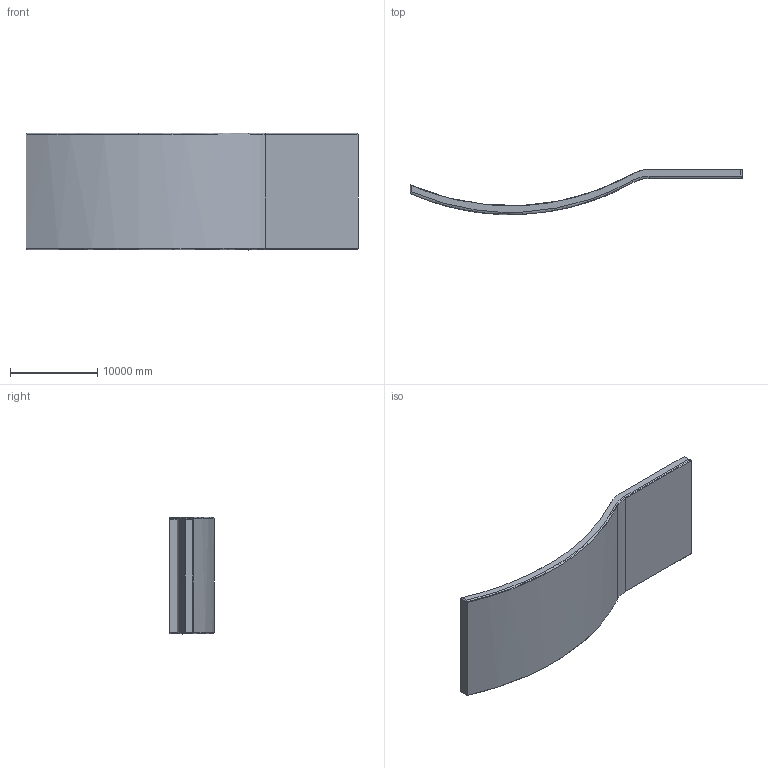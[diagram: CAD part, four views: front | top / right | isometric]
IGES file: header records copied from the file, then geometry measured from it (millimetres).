
Global section: file name: BS-1592LR-FRONT PANEL; native system: AutoCAD 2016 - English; preprocessor: Autodesk Translation Framework DWG producer (atf_dwg_producer); organization: unknown; date: 20170428.094447; units: inch
Bounding box: 38110.19 x 5156.56 x 13462 mm (x, y, z)
Volume: 76912313250.1 mm3; surface area: 1231386718.4 mm2
Topology: 1 solids, 1 shells, 38 faces, 95 edges, 59 vertices
Faces by surface type: bspline 38
